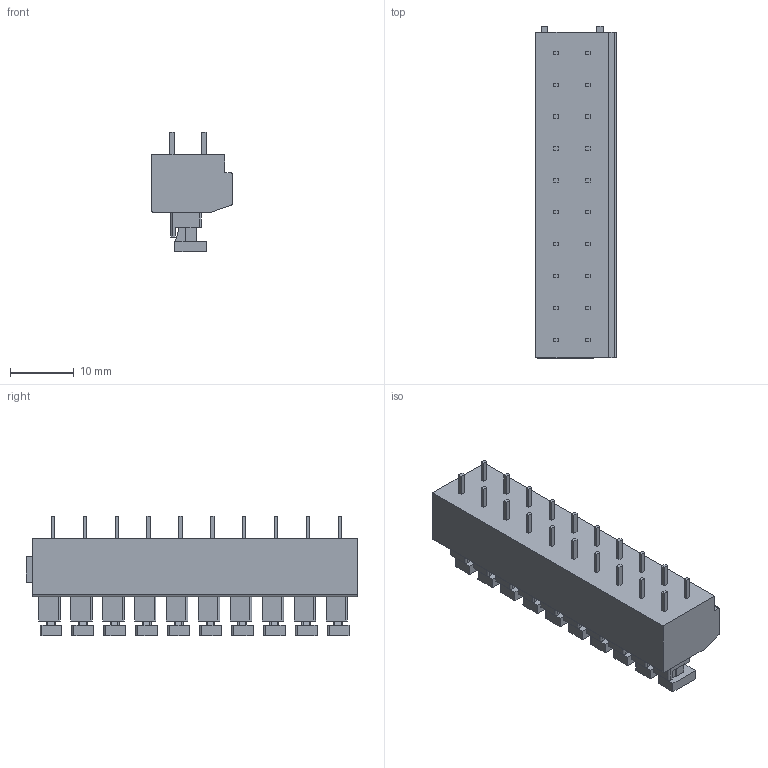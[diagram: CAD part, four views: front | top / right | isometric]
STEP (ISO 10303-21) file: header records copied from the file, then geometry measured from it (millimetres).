
FILE_DESCRIPTION((''),'2;1');
FILE_NAME('TLM-201R','2024-10-09T10:28:16',('tluser'),(''),'CREO PARAMETRIC BY PTC INC, 2018100','CREO PARAMETRIC BY PTC INC, 2018100','');
FILE_SCHEMA(('CONFIG_CONTROL_DESIGN'));
Length unit declared in the file: millimetre
Products named in the file (1): TLM-201R
Bounding box: 12.6 x 52 x 18.7 mm (x, y, z)
Volume: 6012.7 mm3; surface area: 4121.2 mm2
Topology: 1 solids, 1 shells, 502 faces, 1274 edges, 836 vertices
Faces by surface type: plane 419, cylinder 63, cone 20
Entity records: 15102 total; most frequent: CARTESIAN_POINT 2912, ORIENTED_EDGE 2548, DIRECTION 2364, EDGE_CURVE 1274, VECTOR 1068, LINE 1068, VERTEX_POINT 836, AXIS2_PLACEMENT_3D 648
